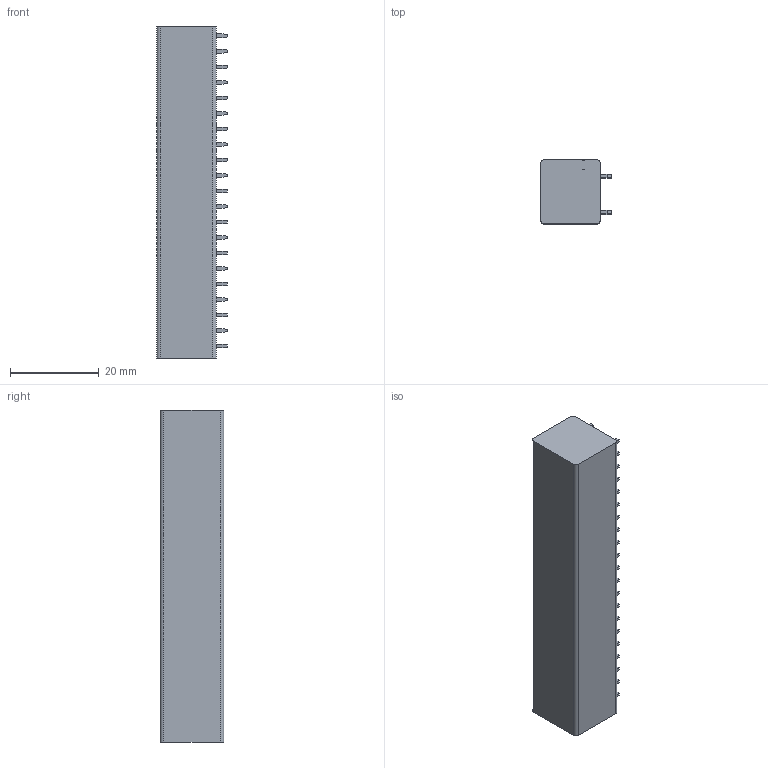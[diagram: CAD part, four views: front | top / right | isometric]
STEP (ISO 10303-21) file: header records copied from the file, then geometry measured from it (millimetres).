
FILE_DESCRIPTION((''),'2;1');
FILE_NAME('PRT0005','2024-09-25T',('sj'),(''),'PRO/ENGINEER BY PARAMETRIC TECHNOLOGY CORPORATION, 2013240','PRO/ENGINEER BY PARAMETRIC TECHNOLOGY CORPORATION, 2013240','');
FILE_SCHEMA(('AUTOMOTIVE_DESIGN_CC2 { 1 2 10303 214 -1 1 5 2 }'));
Length unit declared in the file: millimetre
Products named in the file (1): PRT0005
Bounding box: 16 x 14.4 x 74.9 mm (x, y, z)
Volume: 13969.8 mm3; surface area: 5518.4 mm2
Topology: 1 solids, 1 shells, 1058 faces, 2624 edges, 1652 vertices
Faces by surface type: plane 514, cylinder 317, bspline 122, torus 63, cone 42
Entity records: 36802 total; most frequent: CARTESIAN_POINT 12502, ORIENTED_EDGE 5248, DIRECTION 4708, EDGE_CURVE 2624, VERTEX_POINT 1652, AXIS2_PLACEMENT_3D 1570, VECTOR 1568, LINE 1568
